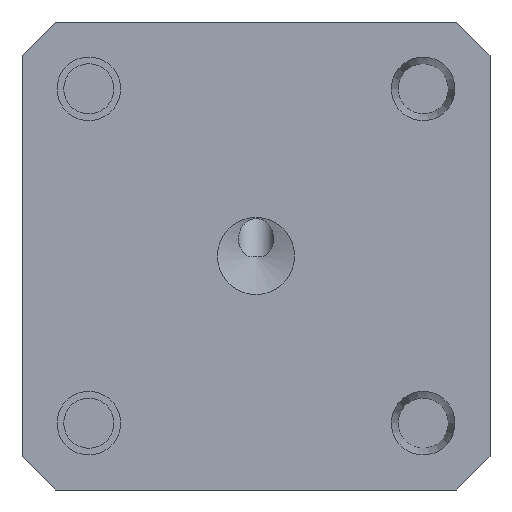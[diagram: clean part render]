
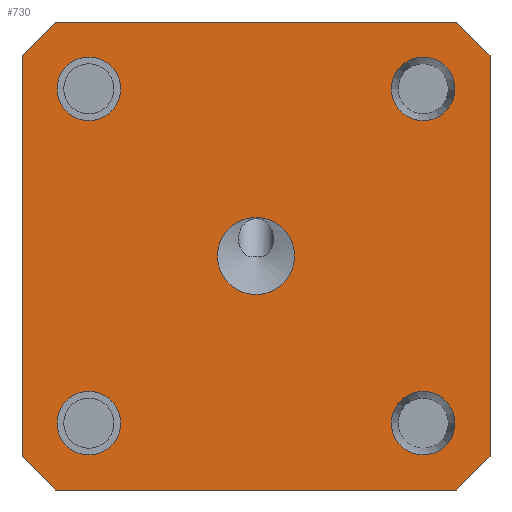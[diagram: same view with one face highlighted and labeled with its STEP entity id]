
A CAD part, front view. The second image highlights one B-rep face of the part: STEP entity #730.
In plain terms, the highlighted planar face has unit normal (0, -1, 0).
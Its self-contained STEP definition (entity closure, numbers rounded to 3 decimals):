
#32=FACE_BOUND('',#151,.T.);
#33=FACE_BOUND('',#152,.T.);
#34=FACE_BOUND('',#153,.T.);
#35=FACE_BOUND('',#154,.T.);
#36=FACE_BOUND('',#155,.T.);
#49=PLANE('',#819);
#95=FACE_OUTER_BOUND('',#150,.T.);
#150=EDGE_LOOP('',(#569,#570,#571,#572,#573,#574,#575,#576));
#151=EDGE_LOOP('',(#577));
#152=EDGE_LOOP('',(#578));
#153=EDGE_LOOP('',(#579));
#154=EDGE_LOOP('',(#580));
#155=EDGE_LOOP('',(#581));
#208=LINE('',#1442,#272);
#209=LINE('',#1444,#273);
#210=LINE('',#1446,#274);
#211=LINE('',#1448,#275);
#212=LINE('',#1450,#276);
#213=LINE('',#1452,#277);
#214=LINE('',#1454,#278);
#215=LINE('',#1455,#279);
#272=VECTOR('',#954,10.);
#273=VECTOR('',#955,10.);
#274=VECTOR('',#956,10.);
#275=VECTOR('',#957,10.);
#276=VECTOR('',#958,10.);
#277=VECTOR('',#959,10.);
#278=VECTOR('',#960,10.);
#279=VECTOR('',#961,10.);
#330=CIRCLE('',#802,4.612);
#331=CIRCLE('',#804,3.804);
#333=CIRCLE('',#808,3.804);
#335=CIRCLE('',#812,3.804);
#337=CIRCLE('',#816,3.804);
#365=VERTEX_POINT('',#1408);
#366=VERTEX_POINT('',#1412);
#368=VERTEX_POINT('',#1419);
#370=VERTEX_POINT('',#1426);
#372=VERTEX_POINT('',#1433);
#374=VERTEX_POINT('',#1440);
#375=VERTEX_POINT('',#1441);
#376=VERTEX_POINT('',#1443);
#377=VERTEX_POINT('',#1445);
#378=VERTEX_POINT('',#1447);
#379=VERTEX_POINT('',#1449);
#380=VERTEX_POINT('',#1451);
#381=VERTEX_POINT('',#1453);
#434=EDGE_CURVE('',#365,#365,#330,.F.);
#435=EDGE_CURVE('',#366,#366,#331,.F.);
#438=EDGE_CURVE('',#368,#368,#333,.F.);
#441=EDGE_CURVE('',#370,#370,#335,.F.);
#444=EDGE_CURVE('',#372,#372,#337,.F.);
#447=EDGE_CURVE('',#374,#375,#208,.T.);
#448=EDGE_CURVE('',#376,#374,#209,.T.);
#449=EDGE_CURVE('',#377,#376,#210,.T.);
#450=EDGE_CURVE('',#378,#377,#211,.T.);
#451=EDGE_CURVE('',#379,#378,#212,.T.);
#452=EDGE_CURVE('',#380,#379,#213,.T.);
#453=EDGE_CURVE('',#381,#380,#214,.T.);
#454=EDGE_CURVE('',#375,#381,#215,.T.);
#569=ORIENTED_EDGE('',*,*,#447,.F.);
#570=ORIENTED_EDGE('',*,*,#448,.F.);
#571=ORIENTED_EDGE('',*,*,#449,.F.);
#572=ORIENTED_EDGE('',*,*,#450,.F.);
#573=ORIENTED_EDGE('',*,*,#451,.F.);
#574=ORIENTED_EDGE('',*,*,#452,.F.);
#575=ORIENTED_EDGE('',*,*,#453,.F.);
#576=ORIENTED_EDGE('',*,*,#454,.F.);
#577=ORIENTED_EDGE('',*,*,#434,.T.);
#578=ORIENTED_EDGE('',*,*,#435,.T.);
#579=ORIENTED_EDGE('',*,*,#438,.T.);
#580=ORIENTED_EDGE('',*,*,#441,.T.);
#581=ORIENTED_EDGE('',*,*,#444,.T.);
#730=ADVANCED_FACE('',(#95,#32,#33,#34,#35,#36),#49,.F.);
#802=AXIS2_PLACEMENT_3D('',#1410,#914,#915);
#804=AXIS2_PLACEMENT_3D('',#1413,#918,#919);
#808=AXIS2_PLACEMENT_3D('',#1420,#927,#928);
#812=AXIS2_PLACEMENT_3D('',#1427,#936,#937);
#816=AXIS2_PLACEMENT_3D('',#1434,#945,#946);
#819=AXIS2_PLACEMENT_3D('',#1439,#952,#953);
#914=DIRECTION('center_axis',(0.,-1.,0.));
#915=DIRECTION('ref_axis',(0.,0.,-1.));
#918=DIRECTION('center_axis',(0.,-1.,0.));
#919=DIRECTION('ref_axis',(-1.,0.,0.));
#927=DIRECTION('center_axis',(0.,-1.,0.));
#928=DIRECTION('ref_axis',(-1.,0.,0.));
#936=DIRECTION('center_axis',(0.,-1.,0.));
#937=DIRECTION('ref_axis',(-1.,0.,0.));
#945=DIRECTION('center_axis',(0.,-1.,0.));
#946=DIRECTION('ref_axis',(-1.,0.,0.));
#952=DIRECTION('center_axis',(0.,1.,0.));
#953=DIRECTION('ref_axis',(0.,0.,1.));
#954=DIRECTION('',(-0.707,0.,-0.707));
#955=DIRECTION('',(0.,0.,-1.));
#956=DIRECTION('',(0.707,0.,-0.707));
#957=DIRECTION('',(1.,0.,0.));
#958=DIRECTION('',(0.707,0.,0.707));
#959=DIRECTION('',(0.,0.,1.));
#960=DIRECTION('',(-0.707,0.,0.707));
#961=DIRECTION('',(-1.,0.,0.));
#1408=CARTESIAN_POINT('',(0.,4.,4.612));
#1410=CARTESIAN_POINT('Origin',(0.,4.,0.));
#1412=CARTESIAN_POINT('',(23.804,4.,20.));
#1413=CARTESIAN_POINT('Origin',(20.,4.,20.));
#1419=CARTESIAN_POINT('',(-16.196,4.,-20.));
#1420=CARTESIAN_POINT('Origin',(-20.,4.,-20.));
#1426=CARTESIAN_POINT('',(-16.196,4.,20.));
#1427=CARTESIAN_POINT('Origin',(-20.,4.,20.));
#1433=CARTESIAN_POINT('',(23.804,4.,-20.));
#1434=CARTESIAN_POINT('Origin',(20.,4.,-20.));
#1439=CARTESIAN_POINT('Origin',(0.,4.,0.));
#1440=CARTESIAN_POINT('',(28.,4.,-24.));
#1441=CARTESIAN_POINT('',(24.,4.,-28.));
#1442=CARTESIAN_POINT('',(26.,4.,-26.));
#1443=CARTESIAN_POINT('',(28.,4.,24.));
#1444=CARTESIAN_POINT('',(28.,4.,14.));
#1445=CARTESIAN_POINT('',(24.,4.,28.));
#1446=CARTESIAN_POINT('',(26.,4.,26.));
#1447=CARTESIAN_POINT('',(-24.,4.,28.));
#1448=CARTESIAN_POINT('',(-14.,4.,28.));
#1449=CARTESIAN_POINT('',(-28.,4.,24.));
#1450=CARTESIAN_POINT('',(-26.,4.,26.));
#1451=CARTESIAN_POINT('',(-28.,4.,-24.));
#1452=CARTESIAN_POINT('',(-28.,4.,-14.));
#1453=CARTESIAN_POINT('',(-24.,4.,-28.));
#1454=CARTESIAN_POINT('',(-26.,4.,-26.));
#1455=CARTESIAN_POINT('',(14.,4.,-28.));
